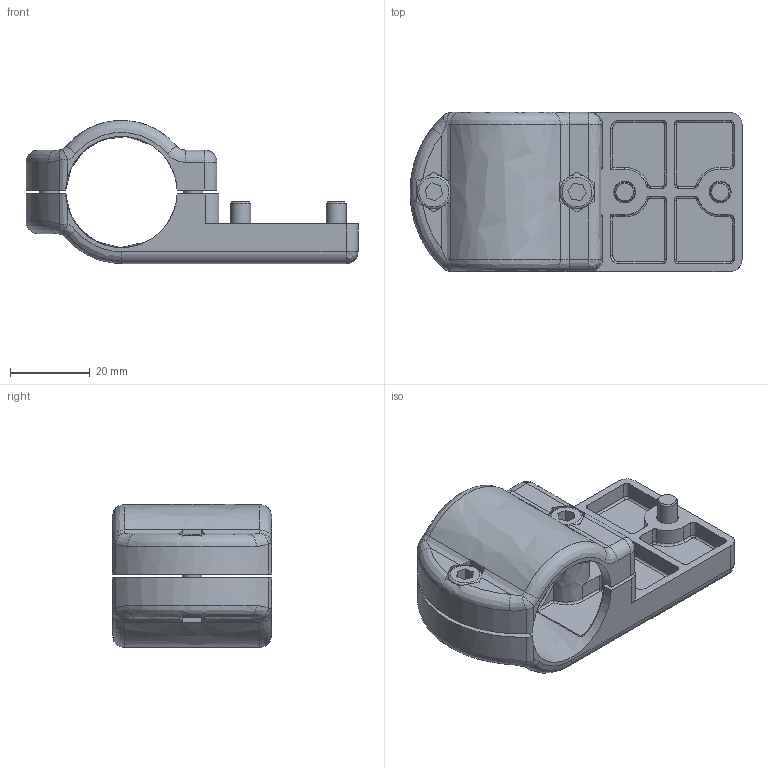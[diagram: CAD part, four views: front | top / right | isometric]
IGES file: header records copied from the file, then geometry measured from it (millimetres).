
Global section: file name: 350017; native system: Autodesk Inventor 2021; preprocessor: unknown; author: Spacek; date: 20201211.122002; units: millimetre
Bounding box: 83.49 x 40 x 36 mm (x, y, z)
Volume: 32901.3 mm3; surface area: 20269.8 mm2
Topology: 8 solids, 8 shells, 421 faces, 1083 edges, 684 vertices
Faces by surface type: bspline 421
